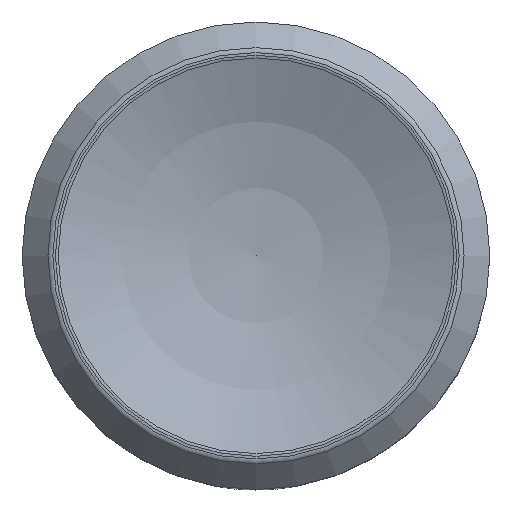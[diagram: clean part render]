
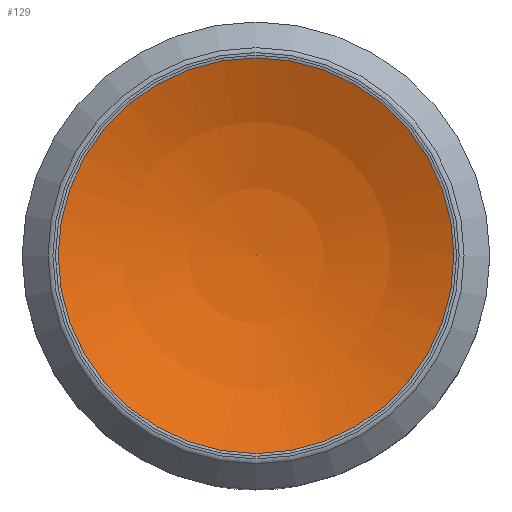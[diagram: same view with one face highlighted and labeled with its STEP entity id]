
A CAD part, top view. The second image highlights one B-rep face of the part: STEP entity #129.
In plain terms, the highlighted spherical face has radius 17.91 mm.
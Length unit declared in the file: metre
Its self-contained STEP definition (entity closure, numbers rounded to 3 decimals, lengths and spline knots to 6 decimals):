
#14=SPHERICAL_SURFACE('',#163,0.01791);
#37=ORIENTED_EDGE('',*,*,#54,.T.);
#54=EDGE_CURVE('',#65,#65,#74,.T.);
#65=VERTEX_POINT('',#260);
#74=CIRCLE('',#164,0.007128);
#90=EDGE_LOOP('',(#37));
#112=FACE_BOUND('',#90,.T.);
#129=ADVANCED_FACE('',(#112),#14,.F.);
#163=AXIS2_PLACEMENT_3D('',#258,#200,#201);
#164=AXIS2_PLACEMENT_3D('',#259,#202,#203);
#200=DIRECTION('',(0.,0.,1.));
#201=DIRECTION('',(0.,-1.,0.));
#202=DIRECTION('',(0.,0.,1.));
#203=DIRECTION('',(1.,0.,0.));
#258=CARTESIAN_POINT('',(0.,0.,0.03216));
#259=CARTESIAN_POINT('',(0.,0.,0.015729));
#260=CARTESIAN_POINT('',(0.007128,0.,0.015729));
